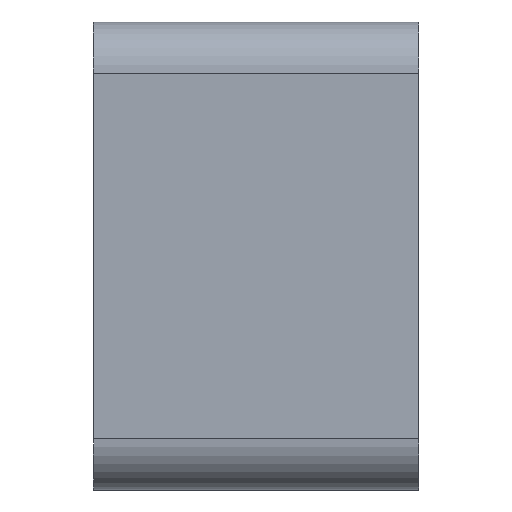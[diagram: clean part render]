
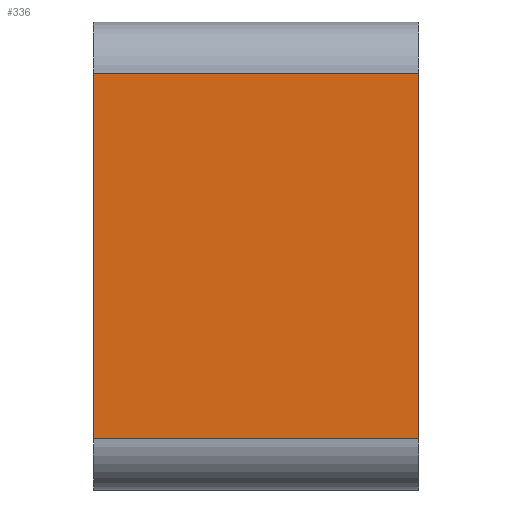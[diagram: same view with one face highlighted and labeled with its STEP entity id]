
A CAD part, front view. The second image highlights one B-rep face of the part: STEP entity #336.
In plain terms, the highlighted planar face has unit normal (0, -1, 0).
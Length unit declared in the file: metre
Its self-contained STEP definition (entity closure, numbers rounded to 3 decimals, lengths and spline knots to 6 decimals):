
#14=PLANE('',#383);
#78=ORIENTED_EDGE('',*,*,#170,.T.);
#79=ORIENTED_EDGE('',*,*,#136,.T.);
#80=ORIENTED_EDGE('',*,*,#171,.F.);
#81=ORIENTED_EDGE('',*,*,#142,.T.);
#136=EDGE_CURVE('',#185,#184,#215,.T.);
#142=EDGE_CURVE('',#190,#191,#218,.T.);
#170=EDGE_CURVE('',#191,#185,#234,.T.);
#171=EDGE_CURVE('',#190,#184,#235,.T.);
#184=VERTEX_POINT('',#499);
#185=VERTEX_POINT('',#501);
#190=VERTEX_POINT('',#514);
#191=VERTEX_POINT('',#515);
#215=LINE('',#500,#247);
#218=LINE('',#513,#250);
#234=LINE('',#573,#266);
#235=LINE('',#574,#267);
#247=VECTOR('',#398,1.);
#250=VECTOR('',#411,1.);
#266=VECTOR('',#467,1.);
#267=VECTOR('',#468,1.);
#288=EDGE_LOOP('',(#78,#79,#80,#81));
#308=FACE_BOUND('',#288,.T.);
#336=ADVANCED_FACE('',(#308),#14,.F.);
#383=AXIS2_PLACEMENT_3D('',#572,#465,#466);
#398=DIRECTION('',(1.,0.,0.));
#411=DIRECTION('',(-1.,0.,0.));
#465=DIRECTION('',(0.,1.,0.));
#466=DIRECTION('',(0.,0.,1.));
#467=DIRECTION('',(0.,0.,-1.));
#468=DIRECTION('',(0.,0.,-1.));
#499=CARTESIAN_POINT('',(0.00625,-0.055058,-0.00001));
#500=CARTESIAN_POINT('',(0.00625,-0.055058,-0.00001));
#501=CARTESIAN_POINT('',(0.,-0.055058,-0.00001));
#513=CARTESIAN_POINT('',(0.00625,-0.055058,0.00701));
#514=CARTESIAN_POINT('',(0.00625,-0.055058,0.00701));
#515=CARTESIAN_POINT('',(0.,-0.055058,0.00701));
#572=CARTESIAN_POINT('',(0.00625,-0.055058,0.0035));
#573=CARTESIAN_POINT('',(0.,-0.055058,0.0035));
#574=CARTESIAN_POINT('',(0.00625,-0.055058,0.0035));
